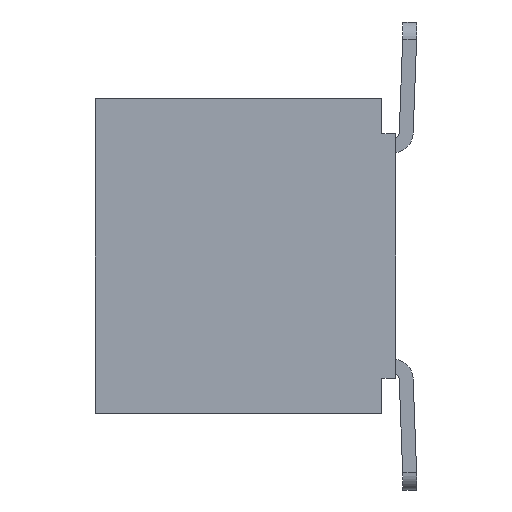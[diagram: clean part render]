
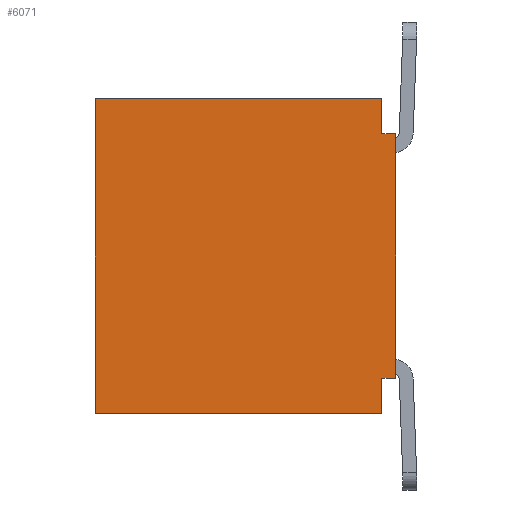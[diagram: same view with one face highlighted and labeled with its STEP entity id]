
A CAD part, left-side view. The second image highlights one B-rep face of the part: STEP entity #6071.
In plain terms, the highlighted planar face has unit normal (-1, 0, 0).
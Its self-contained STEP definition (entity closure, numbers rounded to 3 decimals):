
#4871=VERTEX_POINT('',#13447);
#5445=VERTEX_POINT('',#14076);
#5969=VERTEX_POINT('',#14645);
#6071=ADVANCED_FACE('',(#14756),#14757,.F.);
#6591=EDGE_CURVE('',#5445,#10537,#15326,.T.);
#7935=EDGE_CURVE('',#11717,#9753,#16822,.T.);
#8615=EDGE_CURVE('',#9753,#5445,#17559,.T.);
#8727=EDGE_CURVE('',#9617,#4871,#17684,.T.);
#9617=VERTEX_POINT('',#18650);
#9653=EDGE_CURVE('',#4871,#5969,#18688,.T.);
#9673=EDGE_CURVE('',#10537,#10449,#18711,.T.);
#9753=VERTEX_POINT('',#18799);
#10449=VERTEX_POINT('',#19559);
#10451=EDGE_CURVE('',#10449,#9617,#19561,.T.);
#10537=VERTEX_POINT('',#19656);
#10577=EDGE_CURVE('',#5969,#11717,#19698,.T.);
#11717=VERTEX_POINT('',#20943);
#13447=CARTESIAN_POINT('',(-13.2,0.2,-1.75));
#14076=CARTESIAN_POINT('',(-13.2,0.2,2.253));
#14645=CARTESIAN_POINT('',(-13.2,0.2,-2.253));
#14756=FACE_OUTER_BOUND('',#24934,.T.);
#14757=PLANE('',#24935);
#15326=LINE('',#25733,#25734);
#16822=LINE('',#27850,#27851);
#17559=LINE('',#28933,#28934);
#17684=LINE('',#29110,#29111);
#18650=CARTESIAN_POINT('',(-13.2,0.0,-1.75));
#18688=LINE('',#30533,#30534);
#18711=LINE('',#30564,#30565);
#18799=CARTESIAN_POINT('',(-13.2,4.3,2.253));
#19559=CARTESIAN_POINT('',(-13.2,0.0,1.75));
#19561=LINE('',#31783,#31784);
#19656=CARTESIAN_POINT('',(-13.2,0.2,1.75));
#19698=LINE('',#31965,#31966);
#20943=CARTESIAN_POINT('',(-13.2,4.3,-2.252));
#24934=EDGE_LOOP('',(#37624,#37625,#37626,#37627,#37628,#37629,#37630,#37631));
#24935=AXIS2_PLACEMENT_3D('',#37632,#37633,#37634);
#25733=CARTESIAN_POINT('',(-13.2,0.2,2.253));
#25734=VECTOR('',#38209,1.0);
#27850=CARTESIAN_POINT('',(-13.2,4.3,-2.252));
#27851=VECTOR('',#39825,1.0);
#28933=CARTESIAN_POINT('',(-13.2,4.3,2.253));
#28934=VECTOR('',#40540,1.0);
#29110=CARTESIAN_POINT('',(-13.2,0.0,-1.75));
#29111=VECTOR('',#40677,1.0);
#30533=CARTESIAN_POINT('',(-13.2,0.2,-1.75));
#30534=VECTOR('',#41611,1.0);
#30564=CARTESIAN_POINT('',(-13.2,0.2,1.75));
#30565=VECTOR('',#41639,1.0);
#31783=CARTESIAN_POINT('',(-13.2,0.0,1.75));
#31784=VECTOR('',#42542,1.0);
#31965=CARTESIAN_POINT('',(-13.2,0.2,-2.253));
#31966=VECTOR('',#42671,1.0);
#37624=ORIENTED_EDGE('',*,*,#9673,.F.);
#37625=ORIENTED_EDGE('',*,*,#6591,.F.);
#37626=ORIENTED_EDGE('',*,*,#8615,.F.);
#37627=ORIENTED_EDGE('',*,*,#7935,.F.);
#37628=ORIENTED_EDGE('',*,*,#10577,.F.);
#37629=ORIENTED_EDGE('',*,*,#9653,.F.);
#37630=ORIENTED_EDGE('',*,*,#8727,.F.);
#37631=ORIENTED_EDGE('',*,*,#10451,.F.);
#37632=CARTESIAN_POINT('',(-13.2,2.161,0.));
#37633=DIRECTION('',(1.0,0.0,0.));
#37634=DIRECTION('',(0.,0.0,-1.0));
#38209=DIRECTION('',(0.,0.0,-1.0));
#39825=DIRECTION('',(0.,0.0,1.0));
#40540=DIRECTION('',(0.0,-1.0,0.0));
#40677=DIRECTION('',(0.0,1.0,0.0));
#41611=DIRECTION('',(0.,0.0,-1.0));
#41639=DIRECTION('',(0.0,-1.0,0.0));
#42542=DIRECTION('',(0.,0.0,-1.0));
#42671=DIRECTION('',(0.,1.0,0.));
